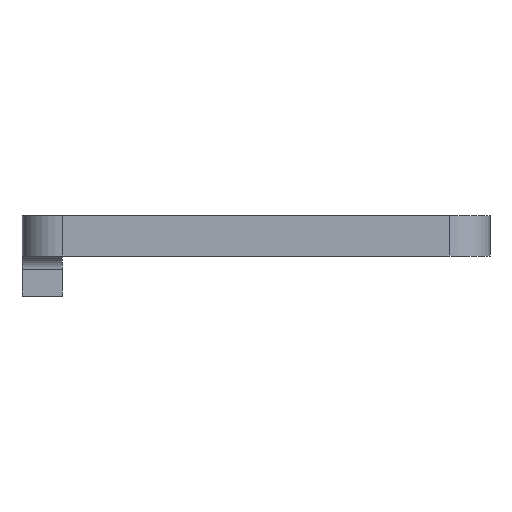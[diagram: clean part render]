
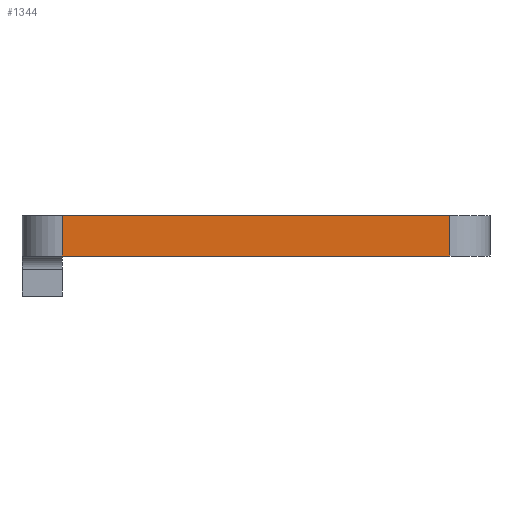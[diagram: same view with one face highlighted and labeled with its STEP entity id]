
A CAD part, front view. The second image highlights one B-rep face of the part: STEP entity #1344.
In plain terms, the highlighted planar face has unit normal (0, -1, 0).
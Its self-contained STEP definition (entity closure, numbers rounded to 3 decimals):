
#69=PLANE('',#1494);
#123=FACE_OUTER_BOUND('',#225,.T.);
#225=EDGE_LOOP('',(#1115,#1116,#1117,#1118));
#321=LINE('',#2125,#434);
#352=LINE('',#2222,#465);
#359=LINE('',#2260,#472);
#360=LINE('',#2262,#473);
#434=VECTOR('',#1700,10.);
#465=VECTOR('',#1789,10.);
#472=VECTOR('',#1826,10.);
#473=VECTOR('',#1829,10.);
#631=VERTEX_POINT('',#2122);
#632=VERTEX_POINT('',#2124);
#668=VERTEX_POINT('',#2219);
#669=VERTEX_POINT('',#2221);
#777=EDGE_CURVE('',#631,#632,#321,.T.);
#826=EDGE_CURVE('',#668,#669,#352,.T.);
#846=EDGE_CURVE('',#631,#669,#359,.T.);
#847=EDGE_CURVE('',#632,#668,#360,.T.);
#1115=ORIENTED_EDGE('',*,*,#777,.F.);
#1116=ORIENTED_EDGE('',*,*,#846,.T.);
#1117=ORIENTED_EDGE('',*,*,#826,.F.);
#1118=ORIENTED_EDGE('',*,*,#847,.F.);
#1344=ADVANCED_FACE('',(#123),#69,.T.);
#1494=AXIS2_PLACEMENT_3D('',#2261,#1827,#1828);
#1700=DIRECTION('',(-1.,0.,0.));
#1789=DIRECTION('',(1.,0.,0.));
#1826=DIRECTION('',(0.,0.,1.));
#1827=DIRECTION('center_axis',(0.,-1.,0.));
#1828=DIRECTION('ref_axis',(1.,0.,0.));
#1829=DIRECTION('',(0.,0.,1.));
#2122=CARTESIAN_POINT('',(64.,-5.,-6.));
#2124=CARTESIAN_POINT('',(6.,-5.,-6.));
#2125=CARTESIAN_POINT('',(64.,-5.,-6.));
#2219=CARTESIAN_POINT('',(6.,-5.,0.));
#2221=CARTESIAN_POINT('',(64.,-5.,0.));
#2222=CARTESIAN_POINT('',(64.,-5.,0.));
#2260=CARTESIAN_POINT('',(64.,-5.,-6.));
#2261=CARTESIAN_POINT('Origin',(6.,-5.,-6.));
#2262=CARTESIAN_POINT('',(6.,-5.,-6.));
